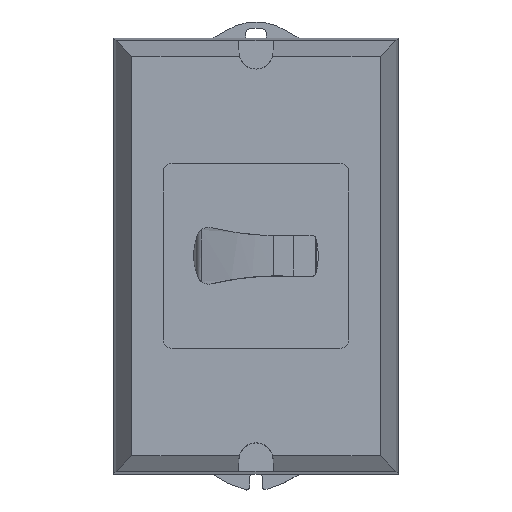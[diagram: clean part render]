
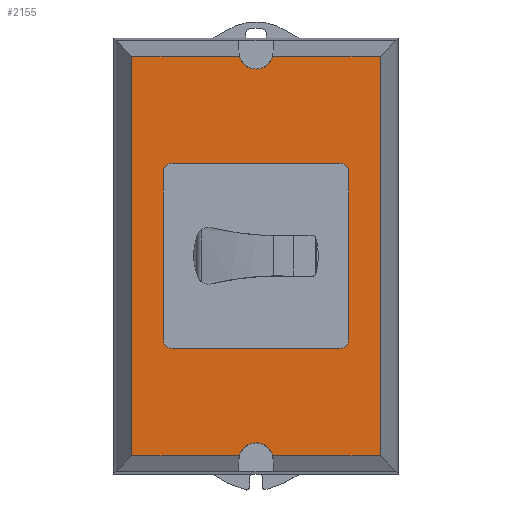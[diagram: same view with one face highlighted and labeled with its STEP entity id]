
A CAD part, top view. The second image highlights one B-rep face of the part: STEP entity #2155.
In plain terms, the highlighted planar face has unit normal (0, 0, 1).
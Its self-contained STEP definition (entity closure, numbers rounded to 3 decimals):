
#1793=CARTESIAN_POINT('',(54.306,70.112,97.));
#1794=VERTEX_POINT('',#1793);
#1820=CARTESIAN_POINT('',(42.694,70.112,97.));
#1821=VERTEX_POINT('',#1820);
#1829=CARTESIAN_POINT('',(48.5,71.625,97.));
#1830=DIRECTION('',(0.0,0.0,-1.0));
#1831=DIRECTION('',(-1.0,0.0,0.0));
#1832=AXIS2_PLACEMENT_3D('',#1829,#1830,#1831);
#1833=CIRCLE('',#1832,6.);
#1834=EDGE_CURVE('',#1794,#1821,#1833,.T.);
#1941=CARTESIAN_POINT('',(54.306,-70.111,97.));
#1942=VERTEX_POINT('',#1941);
#1952=CARTESIAN_POINT('',(42.694,-70.111,97.));
#1953=VERTEX_POINT('',#1952);
#1954=CARTESIAN_POINT('',(48.5,-71.625,97.));
#1955=DIRECTION('',(0.0,0.0,-1.0));
#1956=DIRECTION('',(1.0,0.0,0.0));
#1957=AXIS2_PLACEMENT_3D('',#1954,#1955,#1956);
#1958=CIRCLE('',#1957,6.);
#1959=EDGE_CURVE('',#1953,#1942,#1958,.T.);
#2041=CARTESIAN_POINT('',(4.889,70.112,97.));
#2042=VERTEX_POINT('',#2041);
#2049=CARTESIAN_POINT('',(4.889,70.112,97.));
#2050=DIRECTION('',(1.0,0.0,0.0));
#2051=VECTOR('',#2050,37.805);
#2052=LINE('',#2049,#2051);
#2053=EDGE_CURVE('',#2042,#1821,#2052,.T.);
#2066=CARTESIAN_POINT('',(92.111,70.112,97.));
#2067=VERTEX_POINT('',#2066);
#2068=CARTESIAN_POINT('',(54.306,70.112,97.));
#2069=DIRECTION('',(1.0,0.0,0.0));
#2070=VECTOR('',#2069,37.805);
#2071=LINE('',#2068,#2070);
#2072=EDGE_CURVE('',#1794,#2067,#2071,.T.);
#2098=CARTESIAN_POINT('',(4.889,-70.111,97.));
#2099=VERTEX_POINT('',#2098);
#2100=CARTESIAN_POINT('',(4.889,-70.111,97.));
#2101=DIRECTION('',(1.0,0.0,0.0));
#2102=VECTOR('',#2101,37.805);
#2103=LINE('',#2100,#2102);
#2104=EDGE_CURVE('',#2099,#1953,#2103,.T.);
#2123=CARTESIAN_POINT('',(-1.5,-70.111,97.));
#2124=DIRECTION('',(0.0,0.0,1.0));
#2125=DIRECTION('',(1.0,0.0,0.0));
#2126=AXIS2_PLACEMENT_3D('',#2123,#2124,#2125);
#2127=PLANE('',#2126);
#2128=ORIENTED_EDGE('',*,*,#1834,.T.);
#2129=ORIENTED_EDGE('',*,*,#2053,.F.);
#2130=CARTESIAN_POINT('',(4.889,70.112,97.));
#2131=DIRECTION('',(0.0,-1.0,0.0));
#2132=VECTOR('',#2131,140.223);
#2133=LINE('',#2130,#2132);
#2134=EDGE_CURVE('',#2042,#2099,#2133,.T.);
#2135=ORIENTED_EDGE('',*,*,#2134,.T.);
#2136=ORIENTED_EDGE('',*,*,#2104,.T.);
#2137=ORIENTED_EDGE('',*,*,#1959,.T.);
#2138=CARTESIAN_POINT('',(92.111,-70.111,97.));
#2139=VERTEX_POINT('',#2138);
#2140=CARTESIAN_POINT('',(54.306,-70.111,97.));
#2141=DIRECTION('',(1.0,0.0,0.0));
#2142=VECTOR('',#2141,37.805);
#2143=LINE('',#2140,#2142);
#2144=EDGE_CURVE('',#1942,#2139,#2143,.T.);
#2145=ORIENTED_EDGE('',*,*,#2144,.T.);
#2146=CARTESIAN_POINT('',(92.111,-70.111,97.));
#2147=DIRECTION('',(0.0,1.0,0.0));
#2148=VECTOR('',#2147,140.223);
#2149=LINE('',#2146,#2148);
#2150=EDGE_CURVE('',#2139,#2067,#2149,.T.);
#2151=ORIENTED_EDGE('',*,*,#2150,.T.);
#2152=ORIENTED_EDGE('',*,*,#2072,.F.);
#2153=EDGE_LOOP('',(#2128,#2129,#2135,#2136,#2137,#2145,#2151,#2152));
#2154=FACE_OUTER_BOUND('',#2153,.T.);
#2155=ADVANCED_FACE('',(#2154),#2127,.T.);
